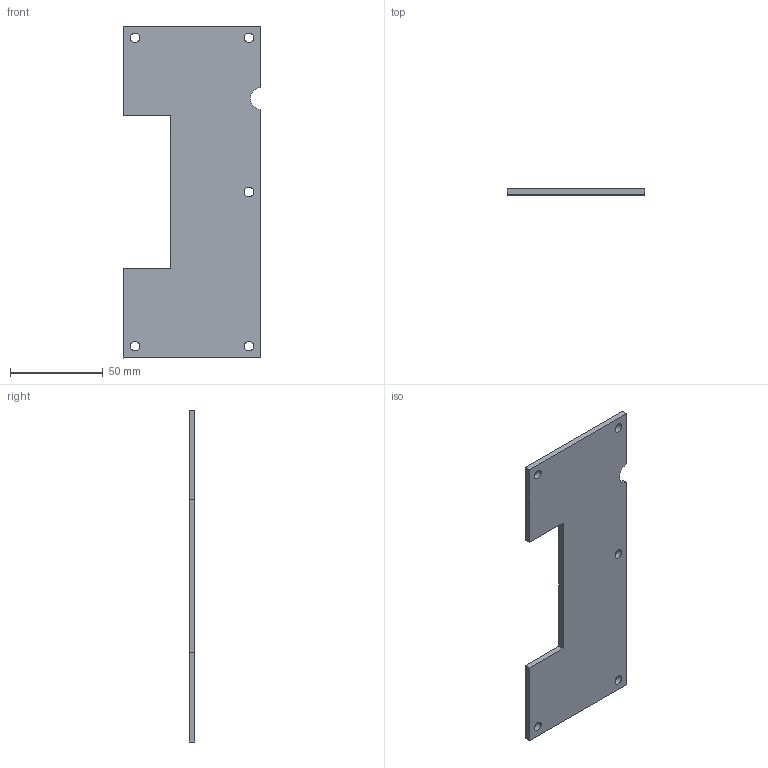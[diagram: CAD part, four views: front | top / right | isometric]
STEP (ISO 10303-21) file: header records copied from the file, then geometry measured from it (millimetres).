
FILE_DESCRIPTION(/* description */ (''),/* implementation_level */ '2;1');
FILE_NAME(/* name */ 'Violacea Top plate .step',/* time_stamp */ '2023-08-02T15:32:09-04:00',/* author */ (''),/* organization */ (''),/* preprocessor_version */ 'ST-DEVELOPER v20',/* originating_system */ 'Autodesk Translation Framework v12.9.0.99',/* authorisation */ '');
FILE_SCHEMA (('AUTOMOTIVE_DESIGN { 1 0 10303 214 3 1 1 }'));
Length unit declared in the file: inch
Products named in the file (1): Violacea Top plate
Bounding box: 74.05 x 3.17 x 178.88 mm (x, y, z)
Volume: 33922.9 mm3; surface area: 24476.1 mm2
Topology: 1 solids, 1 shells, 118 faces, 312 edges, 208 vertices
Faces by surface type: plane 112, cylinder 5, cone 1
Full cylindrical faces by diameter (mm): 5.08 x5
Entity records: 3641 total; most frequent: CARTESIAN_POINT 643, ORIENTED_EDGE 624, DIRECTION 560, EDGE_CURVE 312, LINE 298, VECTOR 298, VERTEX_POINT 208, EDGE_LOOP 140
